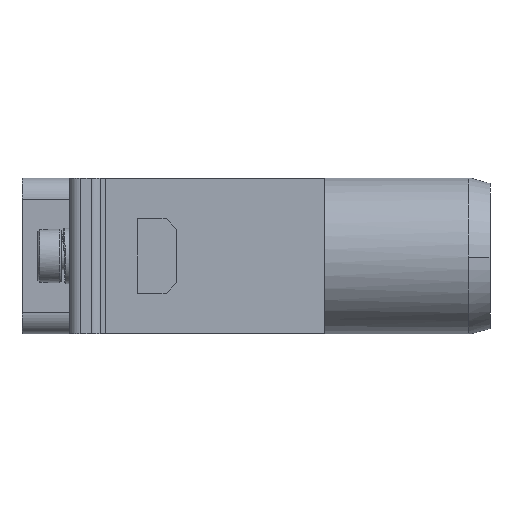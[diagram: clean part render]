
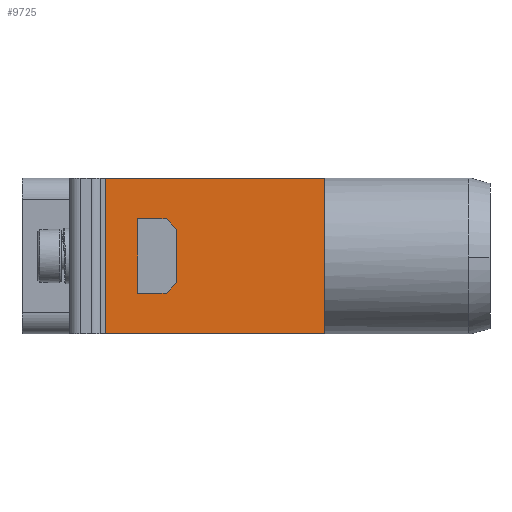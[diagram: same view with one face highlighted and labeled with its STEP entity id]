
A CAD part, front view. The second image highlights one B-rep face of the part: STEP entity #9725.
In plain terms, the highlighted planar face has unit normal (0, -1, 0).
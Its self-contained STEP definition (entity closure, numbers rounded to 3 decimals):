
#142=DIRECTION('',(-1.,0.,0.));
#143=VECTOR('',#142,20.55);
#144=CARTESIAN_POINT('',(21.4,-15.15,57.3));
#145=LINE('',#144,#143);
#2277=DIRECTION('',(0.707,0.,0.707));
#2278=VECTOR('',#2277,1.414);
#2279=CARTESIAN_POINT('',(6.525,-15.15,46.5));
#2280=LINE('',#2279,#2278);
#2281=DIRECTION('',(-0.707,0.,0.707));
#2282=VECTOR('',#2281,1.414);
#2283=CARTESIAN_POINT('',(7.525,-15.15,52.5));
#2284=LINE('',#2283,#2282);
#2285=DIRECTION('',(-1.,0.,0.));
#2286=VECTOR('',#2285,20.55);
#2287=CARTESIAN_POINT('',(21.4,-15.15,42.7));
#2288=LINE('',#2287,#2286);
#2289=DIRECTION('',(0.,0.,1.));
#2290=VECTOR('',#2289,14.6);
#2291=CARTESIAN_POINT('',(0.85,-15.15,42.7));
#2292=LINE('',#2291,#2290);
#2293=DIRECTION('',(-1.,0.,0.));
#2294=VECTOR('',#2293,2.65);
#2295=CARTESIAN_POINT('',(6.525,-15.15,46.5));
#2296=LINE('',#2295,#2294);
#2321=DIRECTION('',(1.,0.,0.));
#2322=VECTOR('',#2321,2.65);
#2323=CARTESIAN_POINT('',(3.875,-15.15,53.5));
#2324=LINE('',#2323,#2322);
#2325=DIRECTION('',(0.,0.,1.));
#2326=VECTOR('',#2325,7.);
#2327=CARTESIAN_POINT('',(3.875,-15.15,46.5));
#2328=LINE('',#2327,#2326);
#2345=DIRECTION('',(0.,0.,-1.));
#2346=VECTOR('',#2345,5.);
#2347=CARTESIAN_POINT('',(7.525,-15.15,52.5));
#2348=LINE('',#2347,#2346);
#2366=DIRECTION('',(0.,0.,1.));
#2367=VECTOR('',#2366,14.6);
#2368=CARTESIAN_POINT('',(21.4,-15.15,42.7));
#2369=LINE('',#2368,#2367);
#3879=CARTESIAN_POINT('',(21.4,-15.15,57.3));
#3881=VERTEX_POINT('',#3879);
#3883=CARTESIAN_POINT('',(0.85,-15.15,57.3));
#3884=VERTEX_POINT('',#3883);
#3916=CARTESIAN_POINT('',(21.4,-15.15,42.7));
#3917=CARTESIAN_POINT('',(0.85,-15.15,42.7));
#3918=VERTEX_POINT('',#3916);
#3919=VERTEX_POINT('',#3917);
#3928=CARTESIAN_POINT('',(6.525,-15.15,46.5));
#3929=CARTESIAN_POINT('',(3.875,-15.15,46.5));
#3930=VERTEX_POINT('',#3928);
#3931=VERTEX_POINT('',#3929);
#3932=CARTESIAN_POINT('',(7.525,-15.15,47.5));
#3933=VERTEX_POINT('',#3932);
#3934=CARTESIAN_POINT('',(7.525,-15.15,52.5));
#3935=VERTEX_POINT('',#3934);
#3936=CARTESIAN_POINT('',(6.525,-15.15,53.5));
#3937=VERTEX_POINT('',#3936);
#3938=CARTESIAN_POINT('',(3.875,-15.15,53.5));
#3939=VERTEX_POINT('',#3938);
#9699=CARTESIAN_POINT('',(11.125,-15.15,53.55));
#9700=DIRECTION('',(0.,1.,0.));
#9701=DIRECTION('',(0.,0.,1.));
#9702=AXIS2_PLACEMENT_3D('',#9699,#9700,#9701);
#9703=PLANE('',#9702);
#9705=ORIENTED_EDGE('',*,*,#9704,.F.);
#9706=ORIENTED_EDGE('',*,*,#7698,.T.);
#9707=ORIENTED_EDGE('',*,*,#7680,.T.);
#9708=ORIENTED_EDGE('',*,*,#4586,.F.);
#9709=EDGE_LOOP('',(#9705,#9706,#9707,#9708));
#9710=FACE_OUTER_BOUND('',#9709,.F.);
#9712=ORIENTED_EDGE('',*,*,#9711,.F.);
#9714=ORIENTED_EDGE('',*,*,#9713,.T.);
#9716=ORIENTED_EDGE('',*,*,#9715,.F.);
#9718=ORIENTED_EDGE('',*,*,#9717,.T.);
#9720=ORIENTED_EDGE('',*,*,#9719,.F.);
#9722=ORIENTED_EDGE('',*,*,#9721,.F.);
#9723=EDGE_LOOP('',(#9712,#9714,#9716,#9718,#9720,#9722));
#9724=FACE_BOUND('',#9723,.F.);
#9725=ADVANCED_FACE('',(#9710,#9724),#9703,.F.);
#4586=EDGE_CURVE('',#3881,#3884,#145,.T.);
#7680=EDGE_CURVE('',#3919,#3884,#2292,.T.);
#7698=EDGE_CURVE('',#3918,#3919,#2288,.T.);
#9704=EDGE_CURVE('',#3918,#3881,#2369,.T.);
#9711=EDGE_CURVE('',#3930,#3931,#2296,.T.);
#9713=EDGE_CURVE('',#3930,#3933,#2280,.T.);
#9715=EDGE_CURVE('',#3935,#3933,#2348,.T.);
#9717=EDGE_CURVE('',#3935,#3937,#2284,.T.);
#9719=EDGE_CURVE('',#3939,#3937,#2324,.T.);
#9721=EDGE_CURVE('',#3931,#3939,#2328,.T.);
